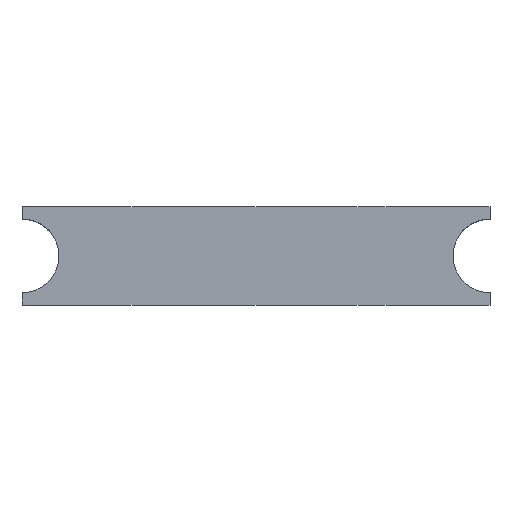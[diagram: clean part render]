
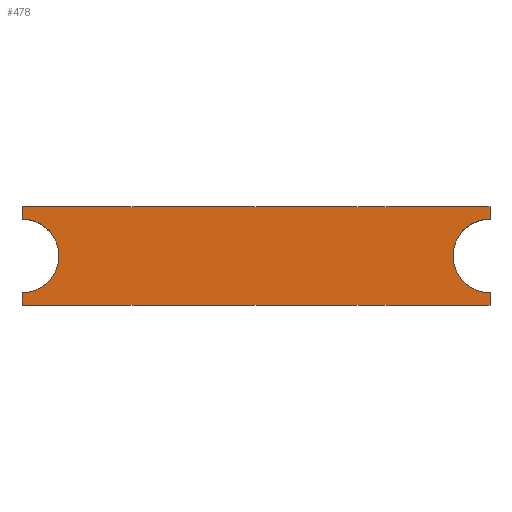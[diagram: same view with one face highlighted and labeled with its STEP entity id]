
A CAD part, top view. The second image highlights one B-rep face of the part: STEP entity #478.
In plain terms, the highlighted planar face has unit normal (0, 0, 1).
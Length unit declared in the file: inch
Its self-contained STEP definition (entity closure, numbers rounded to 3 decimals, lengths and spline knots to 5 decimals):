
#38=PLANE('',#534);
#64=FACE_OUTER_BOUND('',#90,.T.);
#90=EDGE_LOOP('',(#435,#436,#437,#438,#439,#440,#441,#442));
#116=LINE('',#828,#160);
#120=LINE('',#838,#164);
#123=LINE('',#844,#167);
#127=LINE('',#854,#171);
#129=LINE('',#857,#173);
#133=LINE('',#864,#177);
#160=VECTOR('',#620,0.3937);
#164=VECTOR('',#630,0.3937);
#167=VECTOR('',#637,0.3937);
#171=VECTOR('',#647,0.3937);
#173=VECTOR('',#651,0.3937);
#177=VECTOR('',#659,0.3937);
#190=CIRCLE('',#513,0.1875);
#192=CIRCLE('',#518,0.1875);
#220=VERTEX_POINT('',#794);
#221=VERTEX_POINT('',#796);
#225=VERTEX_POINT('',#810);
#226=VERTEX_POINT('',#812);
#230=VERTEX_POINT('',#827);
#233=VERTEX_POINT('',#837);
#234=VERTEX_POINT('',#843);
#237=VERTEX_POINT('',#853);
#270=EDGE_CURVE('',#221,#220,#190,.T.);
#278=EDGE_CURVE('',#226,#225,#192,.T.);
#286=EDGE_CURVE('',#230,#221,#116,.T.);
#291=EDGE_CURVE('',#220,#233,#120,.T.);
#294=EDGE_CURVE('',#234,#226,#123,.T.);
#299=EDGE_CURVE('',#225,#237,#127,.T.);
#301=EDGE_CURVE('',#237,#230,#129,.T.);
#305=EDGE_CURVE('',#233,#234,#133,.T.);
#435=ORIENTED_EDGE('',*,*,#305,.T.);
#436=ORIENTED_EDGE('',*,*,#294,.T.);
#437=ORIENTED_EDGE('',*,*,#278,.T.);
#438=ORIENTED_EDGE('',*,*,#299,.T.);
#439=ORIENTED_EDGE('',*,*,#301,.T.);
#440=ORIENTED_EDGE('',*,*,#286,.T.);
#441=ORIENTED_EDGE('',*,*,#270,.T.);
#442=ORIENTED_EDGE('',*,*,#291,.T.);
#478=ADVANCED_FACE('',(#64),#38,.F.);
#513=AXIS2_PLACEMENT_3D('',#797,#589,#590);
#518=AXIS2_PLACEMENT_3D('',#813,#605,#606);
#534=AXIS2_PLACEMENT_3D('',#867,#663,#664);
#589=DIRECTION('center_axis',(0.,0.,-1.));
#590=DIRECTION('ref_axis',(1.,0.,0.));
#605=DIRECTION('center_axis',(0.,0.,-1.));
#606=DIRECTION('ref_axis',(1.,0.,0.));
#620=DIRECTION('',(0.,-1.,0.));
#630=DIRECTION('',(0.,-1.,0.));
#637=DIRECTION('',(0.,1.,0.));
#647=DIRECTION('',(0.,1.,0.));
#651=DIRECTION('',(-1.,0.,0.));
#659=DIRECTION('',(1.,0.,0.));
#663=DIRECTION('center_axis',(0.,0.,-1.));
#664=DIRECTION('ref_axis',(1.,0.,0.));
#794=CARTESIAN_POINT('',(2.8125,1.4375,-10.));
#796=CARTESIAN_POINT('',(2.8125,1.8125,-10.));
#797=CARTESIAN_POINT('Origin',(2.8125,1.625,-10.));
#810=CARTESIAN_POINT('',(5.1875,1.8125,-10.));
#812=CARTESIAN_POINT('',(5.1875,1.4375,-10.));
#813=CARTESIAN_POINT('Origin',(5.1875,1.625,-10.));
#827=CARTESIAN_POINT('',(2.8125,1.875,-10.));
#828=CARTESIAN_POINT('',(2.8125,1.875,-10.));
#837=CARTESIAN_POINT('',(2.8125,1.375,-10.));
#838=CARTESIAN_POINT('',(2.8125,1.875,-10.));
#843=CARTESIAN_POINT('',(5.1875,1.375,-10.));
#844=CARTESIAN_POINT('',(5.1875,1.375,-10.));
#853=CARTESIAN_POINT('',(5.1875,1.875,-10.));
#854=CARTESIAN_POINT('',(5.1875,1.375,-10.));
#857=CARTESIAN_POINT('',(5.1875,1.875,-10.));
#864=CARTESIAN_POINT('',(2.8125,1.375,-10.));
#867=CARTESIAN_POINT('Origin',(4.9375,1.625,-10.));
